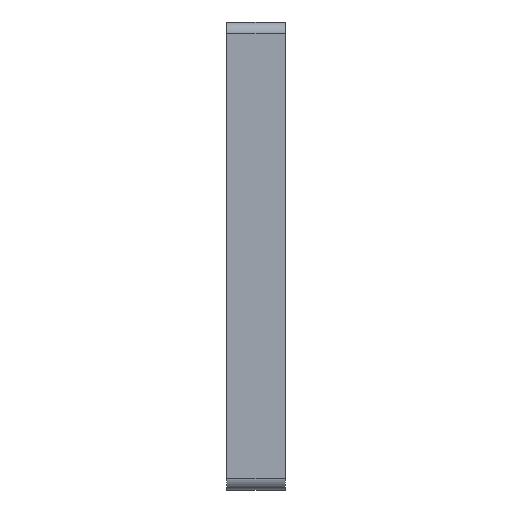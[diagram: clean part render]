
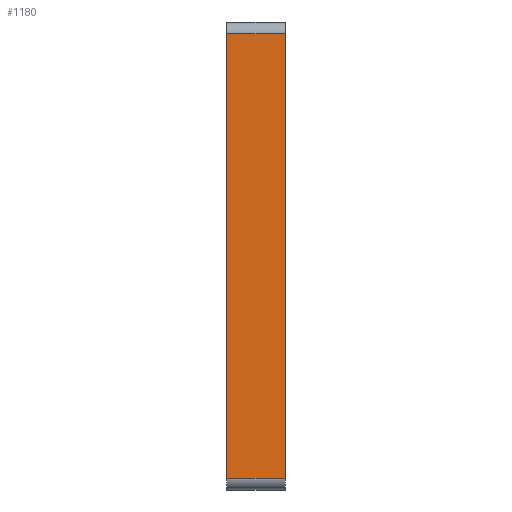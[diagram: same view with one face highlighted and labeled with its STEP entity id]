
A CAD part, front view. The second image highlights one B-rep face of the part: STEP entity #1180.
In plain terms, the highlighted planar face has unit normal (0, -1, 0).
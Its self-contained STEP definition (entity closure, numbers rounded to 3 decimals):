
#34=PLANE('',#1294);
#74=FACE_OUTER_BOUND('',#140,.T.);
#140=EDGE_LOOP('',(#897,#898,#899,#900));
#197=LINE('',#1752,#312);
#243=LINE('',#1909,#358);
#244=LINE('',#1912,#359);
#245=LINE('',#1913,#360);
#312=VECTOR('',#1385,10.);
#358=VECTOR('',#1527,10.);
#359=VECTOR('',#1530,10.);
#360=VECTOR('',#1531,10.);
#494=VERTEX_POINT('',#1749);
#495=VERTEX_POINT('',#1751);
#558=VERTEX_POINT('',#1907);
#559=VERTEX_POINT('',#1911);
#613=EDGE_CURVE('',#494,#495,#197,.T.);
#692=EDGE_CURVE('',#495,#558,#243,.T.);
#693=EDGE_CURVE('',#559,#494,#244,.T.);
#694=EDGE_CURVE('',#558,#559,#245,.T.);
#897=ORIENTED_EDGE('',*,*,#692,.F.);
#898=ORIENTED_EDGE('',*,*,#613,.F.);
#899=ORIENTED_EDGE('',*,*,#693,.F.);
#900=ORIENTED_EDGE('',*,*,#694,.F.);
#1180=ADVANCED_FACE('',(#74),#34,.T.);
#1294=AXIS2_PLACEMENT_3D('',#1910,#1528,#1529);
#1385=DIRECTION('',(0.,0.,1.));
#1527=DIRECTION('',(1.,0.,0.));
#1528=DIRECTION('center_axis',(0.,-1.,0.));
#1529=DIRECTION('ref_axis',(0.,0.,-1.));
#1530=DIRECTION('',(-1.,0.,0.));
#1531=DIRECTION('',(0.,0.,-1.));
#1749=CARTESIAN_POINT('',(0.,0.,2.));
#1751=CARTESIAN_POINT('',(0.,0.,78.));
#1752=CARTESIAN_POINT('',(0.,0.,0.));
#1907=CARTESIAN_POINT('',(10.,0.,78.));
#1909=CARTESIAN_POINT('',(0.,0.,78.));
#1910=CARTESIAN_POINT('Origin',(0.,0.,80.));
#1911=CARTESIAN_POINT('',(10.,0.,2.));
#1912=CARTESIAN_POINT('',(0.,0.,2.));
#1913=CARTESIAN_POINT('',(10.,0.,0.));
